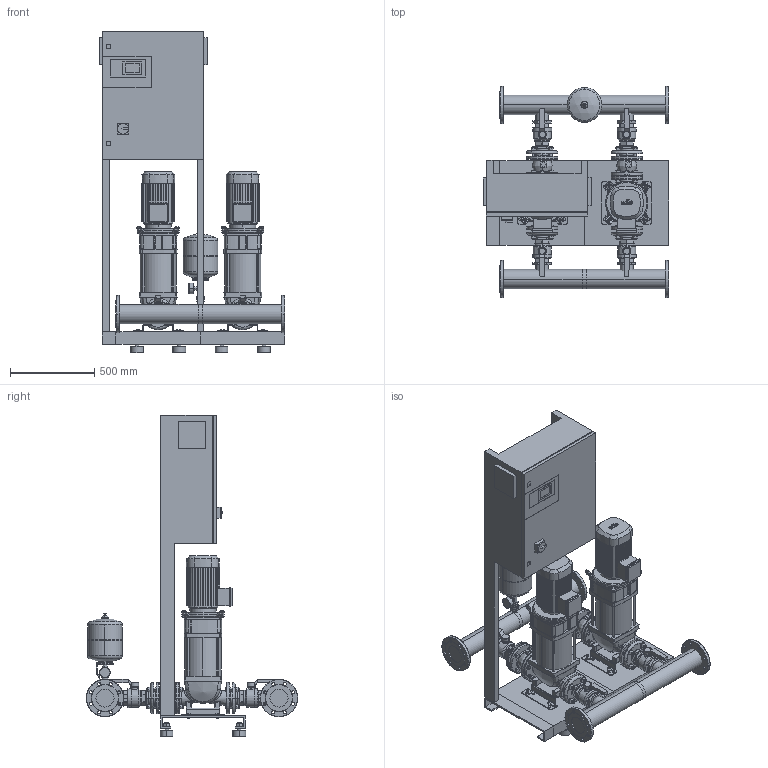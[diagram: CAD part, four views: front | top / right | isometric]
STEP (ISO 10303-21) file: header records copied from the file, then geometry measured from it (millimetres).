
FILE_DESCRIPTION((''),'2;1');
FILE_NAME('3d_COR-2HELIXV3602_2_K_CC-01-2530623.stp','2016-01-25T07:22:32',(''),(''),'Mechanical Desktop 2009','Mechanical Desktop 2009',', , ');
FILE_SCHEMA(('CONFIG_CONTROL_DESIGN'));
Length unit declared in the file: millimetre
Products named in the file (1): Product
Bounding box: 1100 x 1250 x 1905 mm (x, y, z)
Volume: 244372092.8 mm3; surface area: 11105751.1 mm2
Topology: 131 solids, 131 shells, 3877 faces, 9919 edges, 6426 vertices
Faces by surface type: plane 1416, bspline 1397, cylinder 794, cone 144, torus 124, sphere 2
Entity records: 135966 total; most frequent: CARTESIAN_POINT 43567, ORIENTED_EDGE 19770, DIRECTION 18011, EDGE_CURVE 9885, VERTEX_POINT 6412, AXIS2_PLACEMENT_3D 6099, VECTOR 5813, LINE 5813
